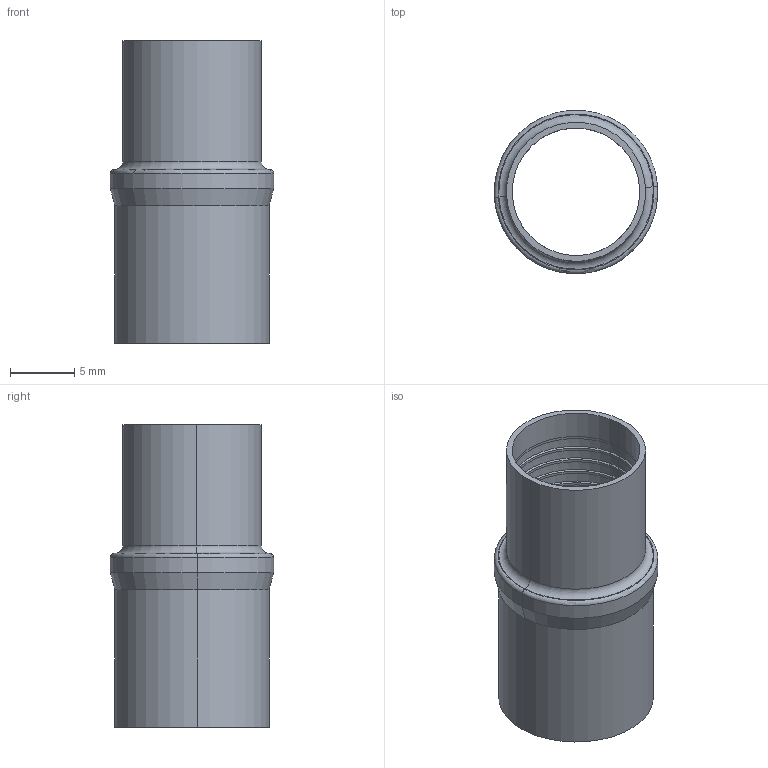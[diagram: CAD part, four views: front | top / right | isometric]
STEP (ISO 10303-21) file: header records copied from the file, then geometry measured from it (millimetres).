
FILE_DESCRIPTION(('CATIA V5 STEP Exchange','CAx-IF Rec.Pracs.--- Model Styling and Organization---1.4--- 2014-01-23'),'2;1');
FILE_NAME ('437197-1_3', '2019-10-26T06:45:22+00:00', ('none'), ('Weidmueller'), 'CATIA Version 5-6 Release 2016 SP3 HF44', 'CATIA V5 STEP AP214', 'none');
FILE_SCHEMA(('AUTOMOTIVE_DESIGN { 1 0 10303 214 1 1 1 1 }'));
Length unit declared in the file: millimetre
Products named in the file (1): 2566020000
Bounding box: 12.67 x 12.67 x 23.5 mm (x, y, z)
Volume: 421.3 mm3; surface area: 1709.6 mm2
Topology: 1 solids, 1 shells, 62 faces, 124 edges, 70 vertices
Faces by surface type: cylinder 32, cone 14, torus 8, plane 8
Entity records: 1748 total; most frequent: CARTESIAN_POINT 494, ORIENTED_EDGE 248, DIRECTION 229, EDGE_CURVE 124, AXIS2_PLACEMENT_3D 123, EDGE_LOOP 70, VERTEX_POINT 70, ADVANCED_FACE 62
